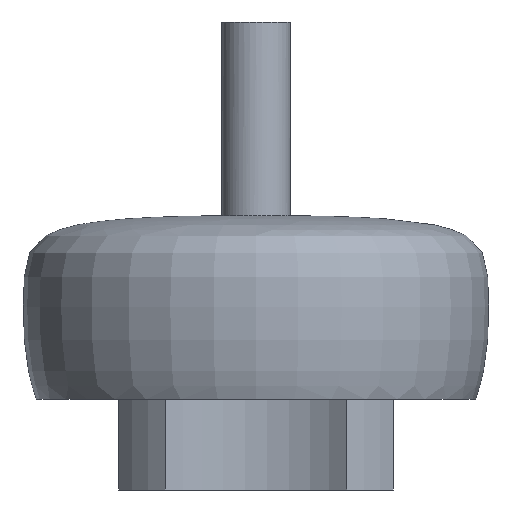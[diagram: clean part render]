
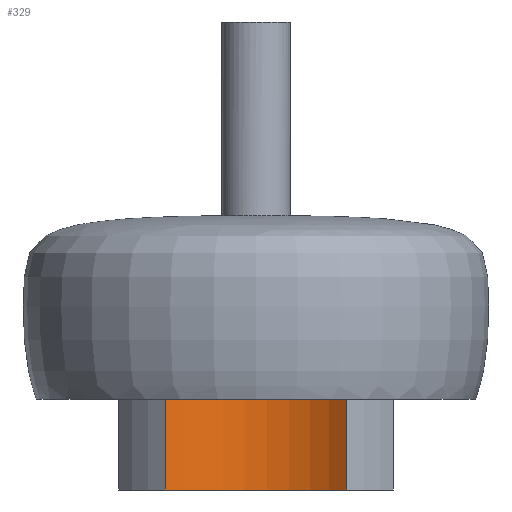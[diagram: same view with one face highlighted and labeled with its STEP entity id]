
A CAD part, left-side view. The second image highlights one B-rep face of the part: STEP entity #329.
In plain terms, the highlighted cylindrical face has radius 10 mm (diameter 20 mm), a partial arc.
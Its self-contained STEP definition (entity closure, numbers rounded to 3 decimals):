
#45=FACE_OUTER_BOUND('',#69,.T.);
#69=EDGE_LOOP('',(#256,#257,#258,#259));
#90=LINE('',#822,#104);
#91=LINE('',#823,#105);
#104=VECTOR('',#480,10.);
#105=VECTOR('',#481,10.);
#114=CIRCLE('',#357,10.);
#132=CIRCLE('',#386,10.);
#143=VERTEX_POINT('',#567);
#144=VERTEX_POINT('',#568);
#161=VERTEX_POINT('',#819);
#162=VERTEX_POINT('',#820);
#173=EDGE_CURVE('',#143,#144,#114,.T.);
#197=EDGE_CURVE('',#161,#162,#132,.T.);
#198=EDGE_CURVE('',#161,#144,#90,.T.);
#199=EDGE_CURVE('',#162,#143,#91,.T.);
#256=ORIENTED_EDGE('',*,*,#197,.F.);
#257=ORIENTED_EDGE('',*,*,#198,.T.);
#258=ORIENTED_EDGE('',*,*,#173,.F.);
#259=ORIENTED_EDGE('',*,*,#199,.F.);
#307=CYLINDRICAL_SURFACE('',#385,10.);
#329=ADVANCED_FACE('',(#45),#307,.F.);
#357=AXIS2_PLACEMENT_3D('',#569,#415,#416);
#385=AXIS2_PLACEMENT_3D('',#818,#476,#477);
#386=AXIS2_PLACEMENT_3D('',#821,#478,#479);
#415=DIRECTION('center_axis',(0.,0.,-1.));
#416=DIRECTION('ref_axis',(0.286,-0.958,0.));
#476=DIRECTION('center_axis',(0.,0.,1.));
#477=DIRECTION('ref_axis',(0.286,-0.958,0.));
#478=DIRECTION('center_axis',(0.,0.,1.));
#479=DIRECTION('ref_axis',(0.286,-0.958,0.));
#480=DIRECTION('',(0.,0.,1.));
#481=DIRECTION('',(0.,0.,1.));
#567=CARTESIAN_POINT('',(-10.007,6.622,6.6));
#568=CARTESIAN_POINT('',(-10.007,-6.622,6.6));
#569=CARTESIAN_POINT('Origin',(-17.5,0.,6.6));
#818=CARTESIAN_POINT('Origin',(-17.5,0.,0.));
#819=CARTESIAN_POINT('',(-10.007,-6.622,0.));
#820=CARTESIAN_POINT('',(-10.007,6.622,0.));
#821=CARTESIAN_POINT('Origin',(-17.5,0.,0.));
#822=CARTESIAN_POINT('',(-10.007,-6.622,0.));
#823=CARTESIAN_POINT('',(-10.007,6.622,0.));
